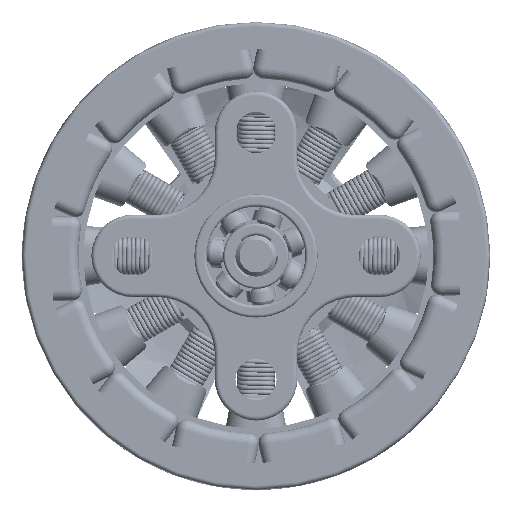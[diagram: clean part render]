
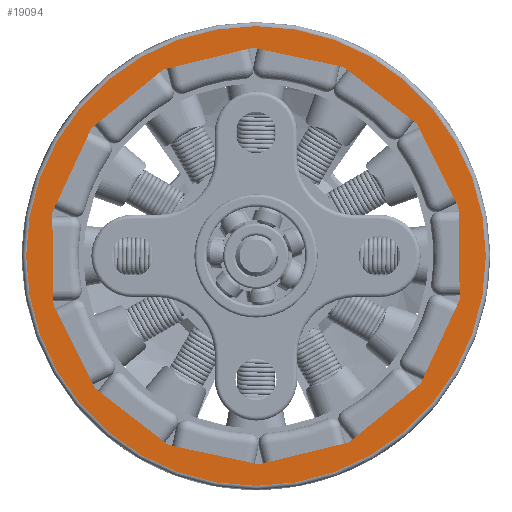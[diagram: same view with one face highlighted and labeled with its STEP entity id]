
A CAD part, front view. The second image highlights one B-rep face of the part: STEP entity #19094.
In plain terms, the highlighted face is planar.
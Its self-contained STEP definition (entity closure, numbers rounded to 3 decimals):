
#1978=FACE_BOUND('',#5002,.T.);
#2225=CIRCLE('',#20588,11.17);
#3840=FACE_OUTER_BOUND('',#5001,.T.);
#5001=EDGE_LOOP('',(#14507));
#5002=EDGE_LOOP('',(#14508,#14509,#14510,#14511,#14512,#14513,#14514,#14515,
#14516,#14517,#14518,#14519,#14520,#14521));
#6215=LINE('',#42554,#7065);
#6216=LINE('',#42556,#7066);
#6217=LINE('',#42558,#7067);
#6218=LINE('',#42560,#7068);
#6219=LINE('',#42562,#7069);
#6220=LINE('',#42564,#7070);
#6221=LINE('',#42566,#7071);
#6222=LINE('',#42568,#7072);
#6223=LINE('',#42570,#7073);
#6224=LINE('',#42572,#7074);
#6225=LINE('',#42574,#7075);
#6226=LINE('',#42576,#7076);
#6227=LINE('',#42578,#7077);
#6228=LINE('',#42579,#7078);
#7065=VECTOR('',#23922,1.);
#7066=VECTOR('',#23923,1.);
#7067=VECTOR('',#23924,1.);
#7068=VECTOR('',#23925,1.);
#7069=VECTOR('',#23926,1.);
#7070=VECTOR('',#23927,1.);
#7071=VECTOR('',#23928,1.);
#7072=VECTOR('',#23929,1.);
#7073=VECTOR('',#23930,1.);
#7074=VECTOR('',#23931,1.);
#7075=VECTOR('',#23932,1.);
#7076=VECTOR('',#23933,1.);
#7077=VECTOR('',#23934,1.);
#7078=VECTOR('',#23935,1.);
#8346=VERTEX_POINT('',#42550);
#8347=VERTEX_POINT('',#42552);
#8348=VERTEX_POINT('',#42553);
#8349=VERTEX_POINT('',#42555);
#8350=VERTEX_POINT('',#42557);
#8351=VERTEX_POINT('',#42559);
#8352=VERTEX_POINT('',#42561);
#8353=VERTEX_POINT('',#42563);
#8354=VERTEX_POINT('',#42565);
#8355=VERTEX_POINT('',#42567);
#8356=VERTEX_POINT('',#42569);
#8357=VERTEX_POINT('',#42571);
#8358=VERTEX_POINT('',#42573);
#8359=VERTEX_POINT('',#42575);
#8360=VERTEX_POINT('',#42577);
#10596=EDGE_CURVE('',#8346,#8346,#2225,.T.);
#10597=EDGE_CURVE('',#8347,#8348,#6215,.T.);
#10598=EDGE_CURVE('',#8348,#8349,#6216,.T.);
#10599=EDGE_CURVE('',#8349,#8350,#6217,.T.);
#10600=EDGE_CURVE('',#8350,#8351,#6218,.T.);
#10601=EDGE_CURVE('',#8351,#8352,#6219,.T.);
#10602=EDGE_CURVE('',#8352,#8353,#6220,.T.);
#10603=EDGE_CURVE('',#8353,#8354,#6221,.T.);
#10604=EDGE_CURVE('',#8354,#8355,#6222,.T.);
#10605=EDGE_CURVE('',#8355,#8356,#6223,.T.);
#10606=EDGE_CURVE('',#8356,#8357,#6224,.T.);
#10607=EDGE_CURVE('',#8357,#8358,#6225,.T.);
#10608=EDGE_CURVE('',#8358,#8359,#6226,.T.);
#10609=EDGE_CURVE('',#8359,#8360,#6227,.T.);
#10610=EDGE_CURVE('',#8360,#8347,#6228,.T.);
#14507=ORIENTED_EDGE('',*,*,#10596,.T.);
#14508=ORIENTED_EDGE('',*,*,#10597,.T.);
#14509=ORIENTED_EDGE('',*,*,#10598,.T.);
#14510=ORIENTED_EDGE('',*,*,#10599,.T.);
#14511=ORIENTED_EDGE('',*,*,#10600,.T.);
#14512=ORIENTED_EDGE('',*,*,#10601,.T.);
#14513=ORIENTED_EDGE('',*,*,#10602,.T.);
#14514=ORIENTED_EDGE('',*,*,#10603,.T.);
#14515=ORIENTED_EDGE('',*,*,#10604,.T.);
#14516=ORIENTED_EDGE('',*,*,#10605,.T.);
#14517=ORIENTED_EDGE('',*,*,#10606,.T.);
#14518=ORIENTED_EDGE('',*,*,#10607,.T.);
#14519=ORIENTED_EDGE('',*,*,#10608,.T.);
#14520=ORIENTED_EDGE('',*,*,#10609,.T.);
#14521=ORIENTED_EDGE('',*,*,#10610,.T.);
#18598=PLANE('',#20587);
#19094=ADVANCED_FACE('',(#3840,#1978),#18598,.F.);
#20587=AXIS2_PLACEMENT_3D('',#42549,#23918,#23919);
#20588=AXIS2_PLACEMENT_3D('',#42551,#23920,#23921);
#23918=DIRECTION('center_axis',(0.,0.,1.));
#23919=DIRECTION('ref_axis',(-0.809,-0.588,0.));
#23920=DIRECTION('center_axis',(0.,0.,-1.));
#23921=DIRECTION('ref_axis',(1.,0.,0.));
#23922=DIRECTION('',(0.014,1.,0.));
#23923=DIRECTION('',(-0.421,0.907,0.));
#23924=DIRECTION('',(-0.773,0.634,0.));
#23925=DIRECTION('',(-0.972,0.236,0.));
#23926=DIRECTION('',(-0.978,-0.209,0.));
#23927=DIRECTION('',(-0.79,-0.613,0.));
#23928=DIRECTION('',(-0.446,-0.895,0.));
#23929=DIRECTION('',(-0.014,-1.,0.));
#23930=DIRECTION('',(0.421,-0.907,0.));
#23931=DIRECTION('',(0.773,-0.634,0.));
#23932=DIRECTION('',(0.972,-0.236,0.));
#23933=DIRECTION('',(0.978,0.209,0.));
#23934=DIRECTION('',(0.79,0.613,0.));
#23935=DIRECTION('',(0.446,0.895,0.));
#42549=CARTESIAN_POINT('Origin',(0.,0.,0.));
#42550=CARTESIAN_POINT('',(-11.17,0.,0.));
#42551=CARTESIAN_POINT('Origin',(0.,0.,0.));
#42552=CARTESIAN_POINT('',(9.838,-2.388,0.));
#42553=CARTESIAN_POINT('',(9.9,2.117,0.));
#42554=CARTESIAN_POINT('',(9.838,-2.388,0.));
#42555=CARTESIAN_POINT('',(8.001,6.203,0.));
#42556=CARTESIAN_POINT('',(9.9,2.117,0.));
#42557=CARTESIAN_POINT('',(4.517,9.06,0.));
#42558=CARTESIAN_POINT('',(8.001,6.203,0.));
#42559=CARTESIAN_POINT('',(0.139,10.123,0.));
#42560=CARTESIAN_POINT('',(4.517,9.06,0.));
#42561=CARTESIAN_POINT('',(-4.267,9.181,0.));
#42562=CARTESIAN_POINT('',(0.139,10.123,0.));
#42563=CARTESIAN_POINT('',(-7.828,6.42,0.));
#42564=CARTESIAN_POINT('',(-4.267,9.181,0.));
#42565=CARTESIAN_POINT('',(-9.838,2.388,0.));
#42566=CARTESIAN_POINT('',(-7.828,6.42,0.));
#42567=CARTESIAN_POINT('',(-9.9,-2.117,0.));
#42568=CARTESIAN_POINT('',(-9.838,2.388,0.));
#42569=CARTESIAN_POINT('',(-8.001,-6.203,0.));
#42570=CARTESIAN_POINT('',(-9.9,-2.117,0.));
#42571=CARTESIAN_POINT('',(-4.517,-9.06,0.));
#42572=CARTESIAN_POINT('',(-8.001,-6.203,0.));
#42573=CARTESIAN_POINT('',(-0.139,-10.123,0.));
#42574=CARTESIAN_POINT('',(-4.517,-9.06,0.));
#42575=CARTESIAN_POINT('',(4.267,-9.181,0.));
#42576=CARTESIAN_POINT('',(-0.139,-10.123,0.));
#42577=CARTESIAN_POINT('',(7.828,-6.42,0.));
#42578=CARTESIAN_POINT('',(4.267,-9.181,0.));
#42579=CARTESIAN_POINT('',(7.828,-6.42,0.));
